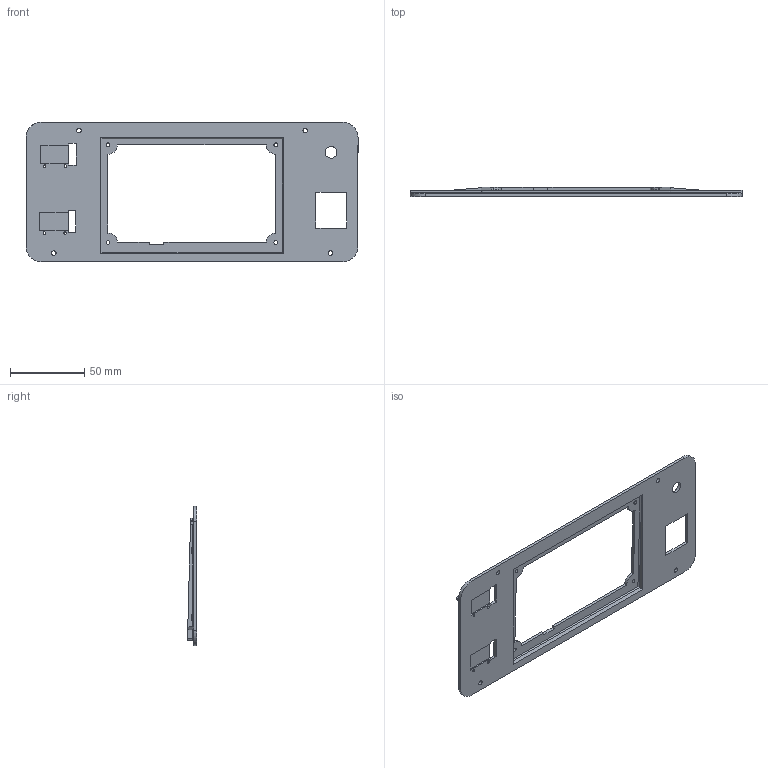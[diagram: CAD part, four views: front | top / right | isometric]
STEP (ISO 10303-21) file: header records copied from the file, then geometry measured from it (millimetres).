
FILE_DESCRIPTION(/* description */ (''),/* implementation_level */ '2;1');
FILE_NAME(/* name */ 'Jaguar X100 Screen Mount back.step',/* time_stamp */ '2024-03-16T13:41:01-04:00',/* author */ (''),/* organization */ (''),/* preprocessor_version */ 'ST-DEVELOPER v20',/* originating_system */ 'Autodesk Translation Framework v12.20.1.177',/* authorisation */ '');
FILE_SCHEMA (('AUTOMOTIVE_DESIGN { 1 0 10303 214 3 1 1 }'));
Length unit declared in the file: inch
Products named in the file (2): Screen Mount; Component25
Assembly tree (1 placements, depth 2):
  Screen Mount
    Component25
Bounding box: 223.52 x 6.16 x 93.85 mm (x, y, z)
Volume: 29132.2 mm3; surface area: 31185.2 mm2
Topology: 1 solids, 1 shells, 123 faces, 332 edges, 214 vertices
Faces by surface type: plane 70, cylinder 43, bspline 6, torus 4
Full cylindrical faces by diameter (mm): 1.778 x4, 2.54 x4, 3.048 x4, 4.01 x1, 4.064 x3, 7.874 x1
Entity records: 4081 total; most frequent: CARTESIAN_POINT 821, ORIENTED_EDGE 664, DIRECTION 660, EDGE_CURVE 332, LINE 226, VECTOR 226, AXIS2_PLACEMENT_3D 217, VERTEX_POINT 214
